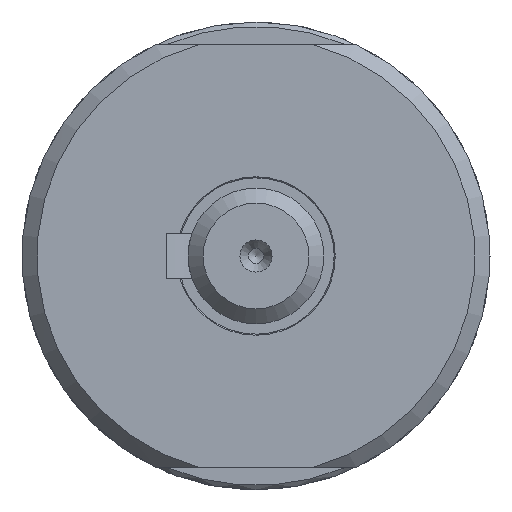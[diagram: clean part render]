
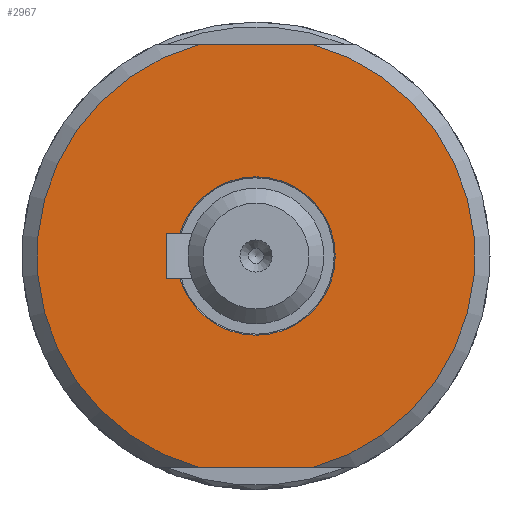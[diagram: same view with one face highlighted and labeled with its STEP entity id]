
A CAD part, left-side view. The second image highlights one B-rep face of the part: STEP entity #2967.
In plain terms, the highlighted planar face has unit normal (-1, 0, 0).
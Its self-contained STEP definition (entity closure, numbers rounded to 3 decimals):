
#231=FACE_BOUND('',#1072,.T.);
#469=LINE('',#4876,#714);
#473=LINE('',#4903,#718);
#714=VECTOR('',#3845,10.);
#718=VECTOR('',#3855,10.);
#897=FACE_OUTER_BOUND('',#1071,.T.);
#1071=EDGE_LOOP('',(#2551,#2552,#2553,#2554));
#1072=EDGE_LOOP('',(#2555,#2556));
#1190=CIRCLE('',#3208,14.5);
#1192=CIRCLE('',#3211,14.5);
#1193=CIRCLE('',#3214,5.25);
#1194=CIRCLE('',#3215,5.25);
#1449=VERTEX_POINT('',#4871);
#1450=VERTEX_POINT('',#4875);
#1457=VERTEX_POINT('',#4898);
#1458=VERTEX_POINT('',#4902);
#1462=VERTEX_POINT('',#4930);
#1463=VERTEX_POINT('',#4931);
#1819=EDGE_CURVE('',#1450,#1449,#469,.T.);
#1828=EDGE_CURVE('',#1458,#1457,#473,.T.);
#1838=EDGE_CURVE('',#1450,#1457,#1190,.T.);
#1840=EDGE_CURVE('',#1458,#1449,#1192,.T.);
#1841=EDGE_CURVE('',#1462,#1463,#1193,.T.);
#1842=EDGE_CURVE('',#1463,#1462,#1194,.T.);
#2551=ORIENTED_EDGE('',*,*,#1819,.T.);
#2552=ORIENTED_EDGE('',*,*,#1840,.F.);
#2553=ORIENTED_EDGE('',*,*,#1828,.T.);
#2554=ORIENTED_EDGE('',*,*,#1838,.F.);
#2555=ORIENTED_EDGE('',*,*,#1841,.T.);
#2556=ORIENTED_EDGE('',*,*,#1842,.T.);
#2830=PLANE('',#3213);
#2967=ADVANCED_FACE('',(#897,#231),#2830,.T.);
#3208=AXIS2_PLACEMENT_3D('',#4924,#3877,#3878);
#3211=AXIS2_PLACEMENT_3D('',#4927,#3883,#3884);
#3213=AXIS2_PLACEMENT_3D('',#4929,#3887,#3888);
#3214=AXIS2_PLACEMENT_3D('',#4932,#3889,#3890);
#3215=AXIS2_PLACEMENT_3D('',#4933,#3891,#3892);
#3845=DIRECTION('',(0.,-1.,0.));
#3855=DIRECTION('',(0.,1.,0.));
#3877=DIRECTION('center_axis',(1.,0.,0.));
#3878=DIRECTION('ref_axis',(0.,-1.,0.));
#3883=DIRECTION('center_axis',(1.,0.,0.));
#3884=DIRECTION('ref_axis',(0.,-1.,0.));
#3887=DIRECTION('center_axis',(-1.,0.,0.));
#3888=DIRECTION('ref_axis',(0.,0.,
1.));
#3889=DIRECTION('center_axis',(1.,0.,0.));
#3890=DIRECTION('ref_axis',(0.,1.,0.));
#3891=DIRECTION('center_axis',(1.,0.,0.));
#3892=DIRECTION('ref_axis',(0.,1.,0.));
#4871=CARTESIAN_POINT('',(-67.7,-3.775,-14.));
#4875=CARTESIAN_POINT('',(-67.7,3.775,-14.));
#4876=CARTESIAN_POINT('',(-67.7,-1.954,-14.));
#4898=CARTESIAN_POINT('',(-67.7,3.775,14.));
#4902=CARTESIAN_POINT('',(-67.7,-3.775,14.));
#4903=CARTESIAN_POINT('',(-67.7,12.329,14.));
#4924=CARTESIAN_POINT('Origin',(-67.7,0.,0.));
#4927=CARTESIAN_POINT('Origin',(-67.7,0.,0.));
#4929=CARTESIAN_POINT('Origin',(-67.7,10.375,0.));
#4930=CARTESIAN_POINT('',(-67.7,5.25,0.));
#4931=CARTESIAN_POINT('',(-67.7,-5.25,0.));
#4932=CARTESIAN_POINT('Origin',(-67.7,0.,0.));
#4933=CARTESIAN_POINT('Origin',(-67.7,0.,0.));
